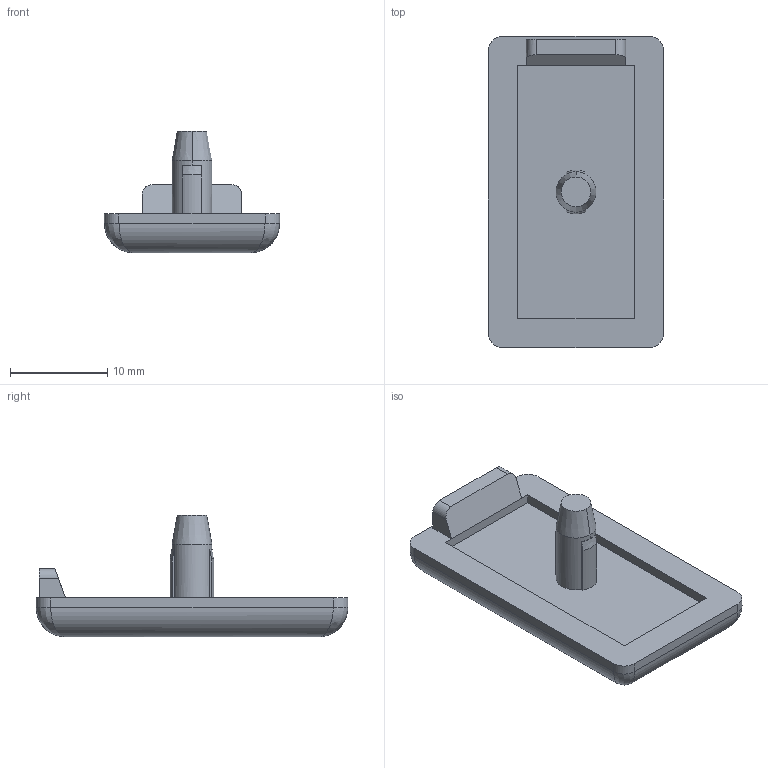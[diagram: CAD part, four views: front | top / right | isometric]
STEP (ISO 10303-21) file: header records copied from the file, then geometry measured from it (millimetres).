
FILE_DESCRIPTION (( 'STEP AP214' ), '1' );
FILE_NAME ('SAFE08E1319-Embout 8 32x18.step', '2023-03-24T10:11:42', ( 'Altae' ), ( '' ), 'SwSTEP 2.0', 'SolidWorks 2021', '' );
FILE_SCHEMA (( 'AUTOMOTIVE_DESIGN' ));
Length unit declared in the file: millimetre
Products named in the file (1): SAFE08E1319-Embout 8 32x18
Bounding box: 18 x 32 x 12.5 mm (x, y, z)
Volume: 1990.4 mm3; surface area: 1662.5 mm2
Topology: 1 solids, 1 shells, 47 faces, 116 edges, 69 vertices
Faces by surface type: plane 23, cylinder 15, cone 5, bspline 4
Entity records: 1769 total; most frequent: CARTESIAN_POINT 671, ORIENTED_EDGE 224, DIRECTION 215, EDGE_CURVE 112, AXIS2_PLACEMENT_3D 73, VERTEX_POINT 69, VECTOR 69, LINE 69
